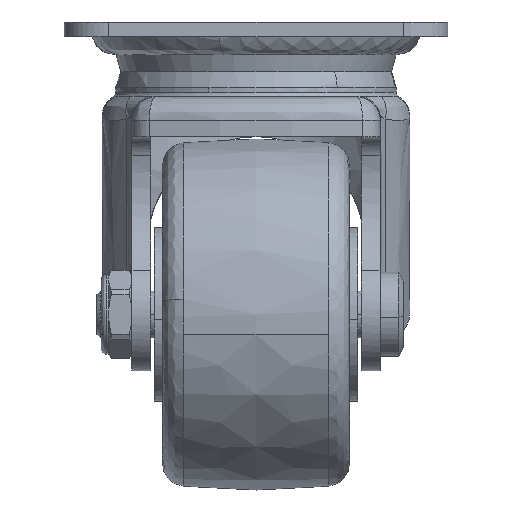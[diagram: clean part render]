
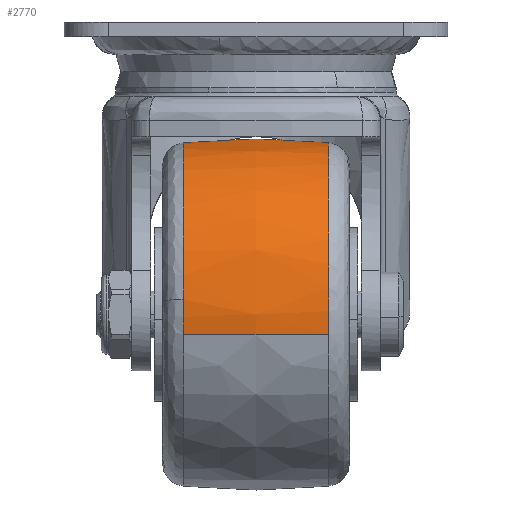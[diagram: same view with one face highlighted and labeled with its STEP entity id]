
A CAD part, left-side view. The second image highlights one B-rep face of the part: STEP entity #2770.
In plain terms, the highlighted free-form (B-spline) face has degree [2, 2] with [3, 9] control points.
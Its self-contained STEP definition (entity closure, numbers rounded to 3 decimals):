
#2325=CARTESIAN_POINT('',(36.461,-15.517,-58.359));
#2326=VERTEX_POINT('',#2325);
#2340=CARTESIAN_POINT('',(0.0,-15.517,-25.805));
#2341=VERTEX_POINT('',#2340);
#2342=CARTESIAN_POINT('',(0.0,-15.517,-25.805));
#2343=CARTESIAN_POINT('',(32.763,-15.517,-25.805));
#2344=CARTESIAN_POINT('',(36.461,-15.517,-58.359));
#2352=(BOUNDED_CURVE()B_SPLINE_CURVE(2,(#2342,#2343,#2344),.UNSPECIFIED.,.F.,.U.)B_SPLINE_CURVE_WITH_KNOTS((3,3),(0.0,0.23),.UNSPECIFIED.)CURVE()GEOMETRIC_REPRESENTATION_ITEM()RATIONAL_B_SPLINE_CURVE((1.0,0.73,0.958))REPRESENTATION_ITEM(''));
#2353=EDGE_CURVE('',#2341,#2326,#2352,.T.);
#2355=CARTESIAN_POINT('',(-36.45,-15.517,-66.737));
#2356=VERTEX_POINT('',#2355);
#2357=CARTESIAN_POINT('',(-36.45,-15.517,-66.737));
#2358=CARTESIAN_POINT('',(-36.695,-15.517,-64.626));
#2359=CARTESIAN_POINT('',(-36.695,-15.517,-62.5));
#2360=CARTESIAN_POINT('',(-36.695,-15.517,-25.805));
#2361=CARTESIAN_POINT('',(0.0,-15.517,-25.805));
#2369=(BOUNDED_CURVE()B_SPLINE_CURVE(2,(#2357,#2358,#2359,#2360,#2361),.UNSPECIFIED.,.F.,.U.)B_SPLINE_CURVE_WITH_KNOTS((3,2,3),(0.73,0.75,1.0),.UNSPECIFIED.)CURVE()GEOMETRIC_REPRESENTATION_ITEM()RATIONAL_B_SPLINE_CURVE((0.957,0.977,1.0,0.707,1.0))REPRESENTATION_ITEM(''));
#2370=EDGE_CURVE('',#2356,#2341,#2369,.T.);
#2372=CARTESIAN_POINT('',(0.0,-15.517,-99.195));
#2373=VERTEX_POINT('',#2372);
#2387=CARTESIAN_POINT('',(14.671,-15.517,-96.135));
#2388=VERTEX_POINT('',#2387);
#2389=CARTESIAN_POINT('',(14.671,-15.517,-96.135));
#2390=CARTESIAN_POINT('',(7.655,-15.517,-99.195));
#2391=CARTESIAN_POINT('',(0.0,-15.517,-99.195));
#2399=(BOUNDED_CURVE()B_SPLINE_CURVE(2,(#2389,#2390,#2391),.UNSPECIFIED.,.F.,.U.)B_SPLINE_CURVE_WITH_KNOTS((3,3),(0.432,0.5),.UNSPECIFIED.)CURVE()GEOMETRIC_REPRESENTATION_ITEM()RATIONAL_B_SPLINE_CURVE((0.884,0.92,1.0))REPRESENTATION_ITEM(''));
#2400=EDGE_CURVE('',#2388,#2373,#2399,.T.);
#2451=CARTESIAN_POINT('',(36.461,-15.517,-58.359));
#2452=CARTESIAN_POINT('',(36.695,-15.517,-60.423));
#2453=CARTESIAN_POINT('',(36.695,-15.517,-62.5));
#2454=CARTESIAN_POINT('',(36.695,-15.517,-86.528));
#2455=CARTESIAN_POINT('',(14.671,-15.517,-96.135));
#2463=(BOUNDED_CURVE()B_SPLINE_CURVE(2,(#2451,#2452,#2453,#2454,#2455),.UNSPECIFIED.,.F.,.U.)B_SPLINE_CURVE_WITH_KNOTS((3,2,3),(0.23,0.25,0.432),.UNSPECIFIED.)CURVE()GEOMETRIC_REPRESENTATION_ITEM()RATIONAL_B_SPLINE_CURVE((0.958,0.977,1.0,0.787,0.884))REPRESENTATION_ITEM(''));
#2464=EDGE_CURVE('',#2326,#2388,#2463,.T.);
#2499=CARTESIAN_POINT('',(36.678,15.517,-63.628));
#2500=VERTEX_POINT('',#2499);
#2501=CARTESIAN_POINT('',(0.0,15.517,-99.195));
#2502=VERTEX_POINT('',#2501);
#2503=CARTESIAN_POINT('',(36.678,15.517,-63.628));
#2504=CARTESIAN_POINT('',(35.584,15.517,-99.195));
#2505=CARTESIAN_POINT('',(0.0,15.517,-99.195));
#2513=(BOUNDED_CURVE()B_SPLINE_CURVE(2,(#2503,#2504,#2505),.UNSPECIFIED.,.F.,.U.)B_SPLINE_CURVE_WITH_KNOTS((3,3),(0.255,0.5),.UNSPECIFIED.)CURVE()GEOMETRIC_REPRESENTATION_ITEM()RATIONAL_B_SPLINE_CURVE((0.988,0.713,1.0))REPRESENTATION_ITEM(''));
#2514=EDGE_CURVE('',#2500,#2502,#2513,.T.);
#2516=CARTESIAN_POINT('',(-36.45,15.517,-66.737));
#2517=VERTEX_POINT('',#2516);
#2531=CARTESIAN_POINT('',(-36.553,15.517,-59.276));
#2532=VERTEX_POINT('',#2531);
#2533=CARTESIAN_POINT('',(-36.45,15.517,-66.737));
#2534=CARTESIAN_POINT('',(-36.695,15.517,-64.626));
#2535=CARTESIAN_POINT('',(-36.695,15.517,-62.5));
#2536=CARTESIAN_POINT('',(-36.695,15.517,-60.885));
#2537=CARTESIAN_POINT('',(-36.553,15.517,-59.276));
#2545=(BOUNDED_CURVE()B_SPLINE_CURVE(2,(#2533,#2534,#2535,#2536,#2537),.UNSPECIFIED.,.F.,.U.)B_SPLINE_CURVE_WITH_KNOTS((3,2,3),(0.73,0.75,0.765),.UNSPECIFIED.)CURVE()GEOMETRIC_REPRESENTATION_ITEM()RATIONAL_B_SPLINE_CURVE((0.957,0.977,1.0,0.982,0.966))REPRESENTATION_ITEM(''));
#2546=EDGE_CURVE('',#2517,#2532,#2545,.T.);
#2634=CARTESIAN_POINT('',(0.0,15.517,-25.805));
#2635=VERTEX_POINT('',#2634);
#2636=CARTESIAN_POINT('',(0.0,15.517,-25.805));
#2637=CARTESIAN_POINT('',(36.695,15.517,-25.805));
#2638=CARTESIAN_POINT('',(36.695,15.517,-62.5));
#2639=CARTESIAN_POINT('',(36.695,15.517,-63.064));
#2640=CARTESIAN_POINT('',(36.678,15.517,-63.628));
#2648=(BOUNDED_CURVE()B_SPLINE_CURVE(2,(#2636,#2637,#2638,#2639,#2640),.UNSPECIFIED.,.F.,.U.)B_SPLINE_CURVE_WITH_KNOTS((3,2,3),(0.0,0.25,0.255),.UNSPECIFIED.)CURVE()GEOMETRIC_REPRESENTATION_ITEM()RATIONAL_B_SPLINE_CURVE((1.0,0.707,1.0,0.994,0.988))REPRESENTATION_ITEM(''));
#2649=EDGE_CURVE('',#2635,#2500,#2648,.T.);
#2683=CARTESIAN_POINT('',(-36.553,15.517,-59.276));
#2684=CARTESIAN_POINT('',(-33.601,15.517,-25.805));
#2685=CARTESIAN_POINT('',(0.0,15.517,-25.805));
#2693=(BOUNDED_CURVE()B_SPLINE_CURVE(2,(#2683,#2684,#2685),.UNSPECIFIED.,.F.,.U.)B_SPLINE_CURVE_WITH_KNOTS((3,3),(0.765,1.0),.UNSPECIFIED.)CURVE()GEOMETRIC_REPRESENTATION_ITEM()RATIONAL_B_SPLINE_CURVE((0.966,0.725,1.0))REPRESENTATION_ITEM(''));
#2694=EDGE_CURVE('',#2532,#2635,#2693,.T.);
#2699=CARTESIAN_POINT('',(-36.283,17.058,-66.718));
#2700=CARTESIAN_POINT('',(-38.222,0.,-66.943));
#2701=CARTESIAN_POINT('',(-36.283,-17.058,-66.718));
#2702=CARTESIAN_POINT('',(-36.527,17.058,-64.616));
#2703=CARTESIAN_POINT('',(-38.479,0.,-64.729));
#2704=CARTESIAN_POINT('',(-36.527,-17.058,-64.616));
#2705=CARTESIAN_POINT('',(-36.527,17.058,-62.5));
#2706=CARTESIAN_POINT('',(-38.479,0.,-62.5));
#2707=CARTESIAN_POINT('',(-36.527,-17.058,-62.5));
#2708=CARTESIAN_POINT('',(-36.527,17.058,-25.973));
#2709=CARTESIAN_POINT('',(-38.479,0.,-24.021));
#2710=CARTESIAN_POINT('',(-36.527,-17.058,-25.973));
#2711=CARTESIAN_POINT('',(0.0,17.058,-25.973));
#2712=CARTESIAN_POINT('',(0.0,0.,-24.021));
#2713=CARTESIAN_POINT('',(0.0,-17.058,-25.973));
#2714=CARTESIAN_POINT('',(36.527,17.058,-25.973));
#2715=CARTESIAN_POINT('',(38.479,0.,-24.021));
#2716=CARTESIAN_POINT('',(36.527,-17.058,-25.973));
#2717=CARTESIAN_POINT('',(36.527,17.058,-62.5));
#2718=CARTESIAN_POINT('',(38.479,0.,-62.5));
#2719=CARTESIAN_POINT('',(36.527,-17.058,-62.5));
#2720=CARTESIAN_POINT('',(36.527,17.058,-99.027));
#2721=CARTESIAN_POINT('',(38.479,0.,-100.979));
#2722=CARTESIAN_POINT('',(36.527,-17.058,-99.027));
#2723=CARTESIAN_POINT('',(0.0,17.058,-99.027));
#2724=CARTESIAN_POINT('',(0.0,0.,-100.979));
#2725=CARTESIAN_POINT('',(0.0,-17.058,-99.027));
#2733=(BOUNDED_SURFACE()B_SPLINE_SURFACE(2,2,((#2699,#2702,#2705,#2708,#2711,#2714,#2717,#2720,#2723),(#2700,#2703,#2706,#2709,#2712,#2715,#2718,#2721,#2724),(#2701,#2704,#2707,#2710,#2713,#2716,#2719,#2722,#2725)),.UNSPECIFIED.,.F.,.F.,.U.)B_SPLINE_SURFACE_WITH_KNOTS((3,3),(3,2,2,2,3),(0.0,34.227),(0.0,4.971,67.103,129.235,191.367),.UNSPECIFIED.)GEOMETRIC_REPRESENTATION_ITEM()RATIONAL_B_SPLINE_SURFACE(((0.84,0.857,0.878,0.621,0.878,0.621,0.878,0.621,0.878),(0.835,0.852,0.872,0.617,0.872,0.617,0.872,0.617,0.872),(0.84,0.857,0.878,0.621,0.878,0.621,0.878,0.621,0.878)))REPRESENTATION_ITEM('')SURFACE());
#2734=ORIENTED_EDGE('',*,*,#2370,.T.);
#2735=ORIENTED_EDGE('',*,*,#2353,.T.);
#2736=ORIENTED_EDGE('',*,*,#2464,.T.);
#2737=ORIENTED_EDGE('',*,*,#2400,.T.);
#2738=CARTESIAN_POINT('',(0.0,15.517,-99.195));
#2739=CARTESIAN_POINT('',(0.0,0.,-100.809));
#2740=CARTESIAN_POINT('',(0.0,-15.517,-99.195));
#2748=(BOUNDED_CURVE()B_SPLINE_CURVE(2,(#2738,#2739,#2740),.UNSPECIFIED.,.F.,.U.)B_SPLINE_CURVE_WITH_KNOTS((3,3),(0.431,0.569),.UNSPECIFIED.)CURVE()GEOMETRIC_REPRESENTATION_ITEM()RATIONAL_B_SPLINE_CURVE((0.877,0.873,0.877))REPRESENTATION_ITEM(''));
#2749=EDGE_CURVE('',#2502,#2373,#2748,.T.);
#2750=ORIENTED_EDGE('',*,*,#2749,.F.);
#2751=ORIENTED_EDGE('',*,*,#2514,.F.);
#2752=ORIENTED_EDGE('',*,*,#2649,.F.);
#2753=ORIENTED_EDGE('',*,*,#2694,.F.);
#2754=ORIENTED_EDGE('',*,*,#2546,.F.);
#2755=CARTESIAN_POINT('',(-36.45,15.517,-66.737));
#2756=CARTESIAN_POINT('',(-38.053,0.,-66.923));
#2757=CARTESIAN_POINT('',(-36.45,-15.517,-66.737));
#2765=(BOUNDED_CURVE()B_SPLINE_CURVE(2,(#2755,#2756,#2757),.UNSPECIFIED.,.F.,.U.)B_SPLINE_CURVE_WITH_KNOTS((3,3),(0.431,0.569),.UNSPECIFIED.)CURVE()GEOMETRIC_REPRESENTATION_ITEM()RATIONAL_B_SPLINE_CURVE((0.84,0.835,0.84))REPRESENTATION_ITEM(''));
#2766=EDGE_CURVE('',#2517,#2356,#2765,.T.);
#2767=ORIENTED_EDGE('',*,*,#2766,.T.);
#2768=EDGE_LOOP('',(#2734,#2735,#2736,#2737,#2750,#2751,#2752,#2753,#2754,#2767));
#2769=FACE_OUTER_BOUND('',#2768,.T.);
#2770=ADVANCED_FACE('',(#2769),#2733,.T.);
